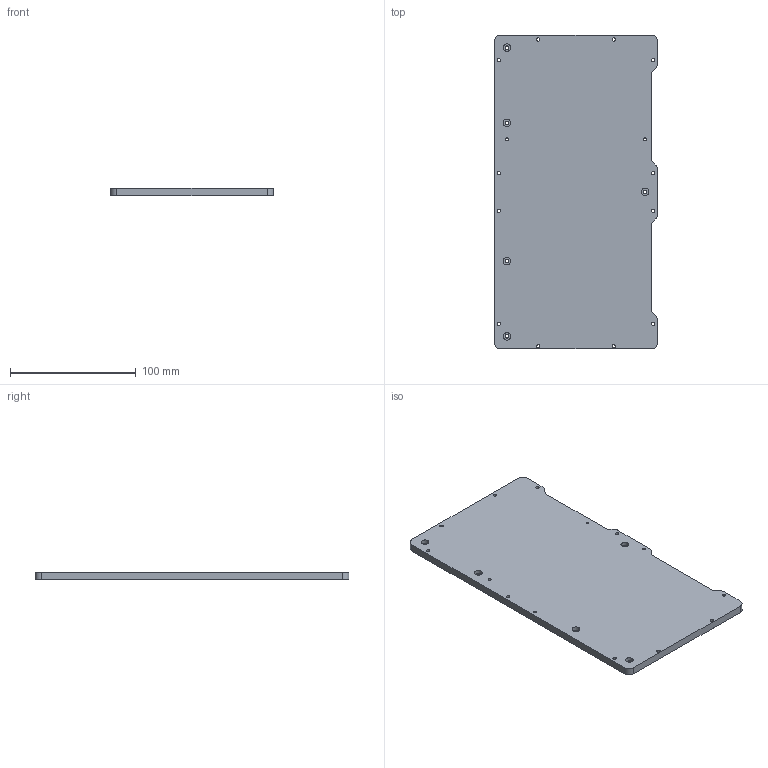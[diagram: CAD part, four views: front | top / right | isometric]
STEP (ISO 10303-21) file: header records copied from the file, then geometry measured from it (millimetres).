
FILE_DESCRIPTION(/* description */ (''),/* implementation_level */ '2;1');
FILE_NAME(/* name */ 'Dragon_Bed.step',/* time_stamp */ '2022-04-20T19:13:40-07:00',/* author */ (''),/* organization */ (''),/* preprocessor_version */ 'ST-DEVELOPER v18.1',/* originating_system */ 'Autodesk Translation Framework v10.14.0.1471',/* authorisation */ '');
FILE_SCHEMA (('AUTOMOTIVE_DESIGN { 1 0 10303 214 3 1 1 }'));
Length unit declared in the file: millimetre
Products named in the file (1): Dragon_Bed
Bounding box: 130 x 250 x 6.15 mm (x, y, z)
Volume: 194134.8 mm3; surface area: 69031.4 mm2
Topology: 1 solids, 1 shells, 55 faces, 144 edges, 96 vertices
Faces by surface type: cylinder 36, plane 19
Full cylindrical faces by diameter (mm): 2.2 x2, 2.6 x12, 3 x5, 6 x2, 6.25 x3
Entity records: 1846 total; most frequent: DIRECTION 328, CARTESIAN_POINT 296, ORIENTED_EDGE 288, EDGE_CURVE 144, AXIS2_PLACEMENT_3D 128, EDGE_LOOP 98, VERTEX_POINT 96, LINE 72
